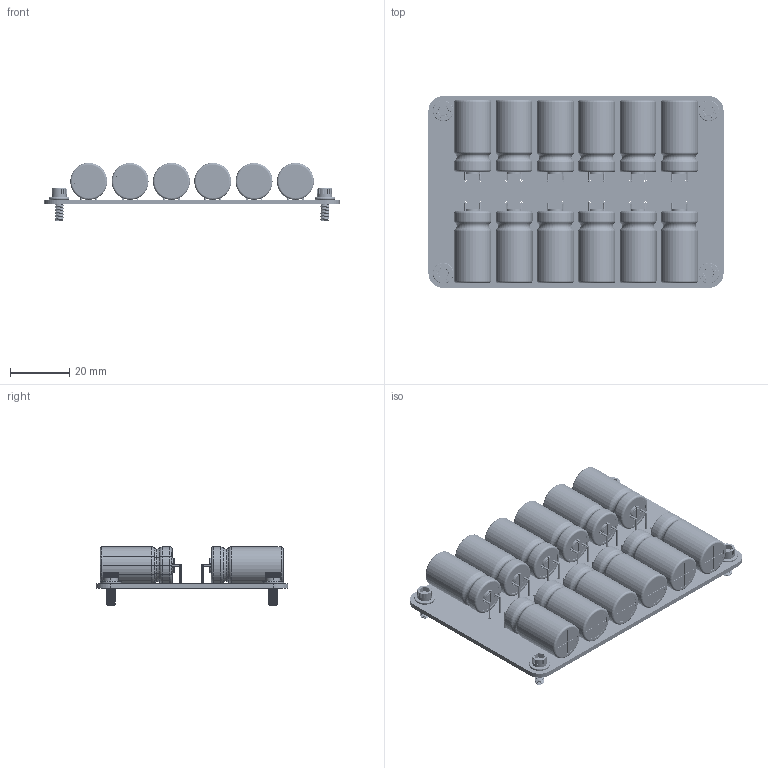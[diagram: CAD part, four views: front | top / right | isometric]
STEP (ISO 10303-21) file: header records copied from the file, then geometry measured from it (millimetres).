
FILE_DESCRIPTION(('Open CASCADE Model'),'2;1');
FILE_NAME('Open CASCADE Shape Model','2025-10-23T17:37:01',('Author'),( 'Open CASCADE'),'Open CASCADE STEP processor 7.5','Open CASCADE 7.5' ,'Unknown');
FILE_SCHEMA(('AUTOMOTIVE_DESIGN { 1 0 10303 214 1 1 1 1 }'));
Length unit declared in the file: millimetre
Products named in the file (22): PCB; Board; Open CASCADE STEP translator 7.5 1.1.1; E12; ECA-2AM331B; E11; E10; E9; E8; E7; E6; E5; E4; E3; E2; E1; Hole4; ͭµ熬; PCI3-8; Hole3; Hole2; Hole1
Assembly tree (38 placements, depth 3):
  PCB
    Board
      Open CASCADE STEP translator 7.5 1.1.1
    E12
      ECA-2AM331B
    E11
      ECA-2AM331B
    E10
      ECA-2AM331B
    E9
      ECA-2AM331B
    E8
      ECA-2AM331B
    E7
      ECA-2AM331B
    E6
      ECA-2AM331B
    E5
      ECA-2AM331B
    E4
      ECA-2AM331B
    E3
      ECA-2AM331B
    E2
      ECA-2AM331B
    E1
      ECA-2AM331B
    Hole4
      ͭµ熬
      PCI3-8
    Hole3
      ͭµ熬
      PCI3-8
    Hole2
      ͭµ熬
      PCI3-8
    Hole1
      ͭµ熬
      PCI3-8
Bounding box: 99.97 x 64.97 x 19.7 mm (x, y, z)
Volume: 45597.5 mm3; surface area: 39437.6 mm2
Topology: 69 solids, 69 shells, 5762 faces, 15384 edges, 9780 vertices
Faces by surface type: plane 3498, cylinder 1976, torus 264, cone 12, bspline 12
Full cylindrical faces by diameter (mm): 0.85 x24, 1.016 x24, 3.2 x4
Entity records: 51483 total; most frequent: CARTESIAN_POINT 9505, DIRECTION 7573, ORIENTED_EDGE 6910, EDGE_CURVE 3455, AXIS2_PLACEMENT_3D 2911, VERTEX_POINT 2205, LINE 1751, VECTOR 1751
